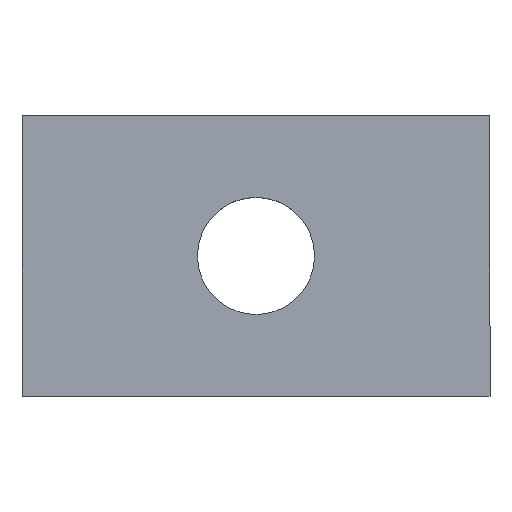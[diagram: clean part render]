
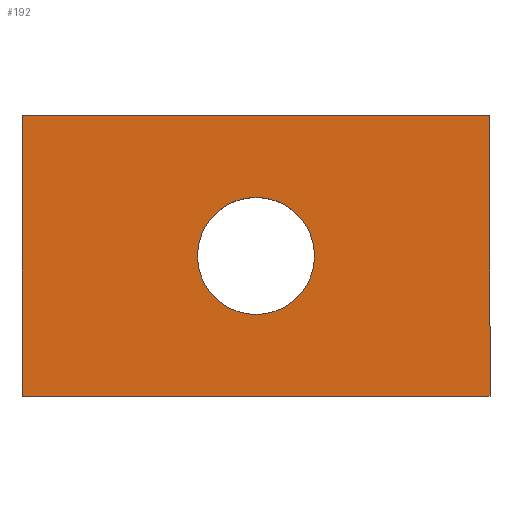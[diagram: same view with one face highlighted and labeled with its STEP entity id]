
A CAD part, top view. The second image highlights one B-rep face of the part: STEP entity #192.
In plain terms, the highlighted planar face has unit normal (0, 0, 1).
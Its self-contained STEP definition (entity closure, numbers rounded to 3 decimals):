
#1 = ORIENTED_EDGE ( 'NONE', *, *, #32, .T. ) ;
#3 = EDGE_LOOP ( 'NONE', ( #196, #147 ) ) ;
#22 = EDGE_LOOP ( 'NONE', ( #99, #44, #1, #174 ) ) ;
#23 = VECTOR ( 'NONE', #49, 1000. ) ;
#28 = DIRECTION ( 'NONE',  ( 0., 1., 0. ) ) ;
#31 = DIRECTION ( 'NONE',  ( 1., 0., 0. ) ) ;
#32 = EDGE_CURVE ( 'NONE', #238, #123, #223, .T. ) ;
#35 = AXIS2_PLACEMENT_3D ( 'NONE', #206, #183, #182 ) ;
#37 = CARTESIAN_POINT ( 'NONE',  ( -50., 30., 10. ) ) ;
#39 = CARTESIAN_POINT ( 'NONE',  ( -12.5, 0., 10. ) ) ;
#42 = EDGE_CURVE ( 'NONE', #216, #66, #146, .T. ) ;
#44 = ORIENTED_EDGE ( 'NONE', *, *, #254, .T. ) ;
#47 = CARTESIAN_POINT ( 'NONE',  ( 50., 30., 10. ) ) ;
#48 = CARTESIAN_POINT ( 'NONE',  ( 12.5, 0., 10. ) ) ;
#49 = DIRECTION ( 'NONE',  ( 0., -1., 0. ) ) ;
#52 = CARTESIAN_POINT ( 'NONE',  ( 0., 0., 10. ) ) ;
#64 = CARTESIAN_POINT ( 'NONE',  ( 50., 30., 10. ) ) ;
#65 = EDGE_CURVE ( 'NONE', #123, #259, #221, .T. ) ;
#66 = VERTEX_POINT ( 'NONE', #48 ) ;
#67 = CARTESIAN_POINT ( 'NONE',  ( -50., 30., 10. ) ) ;
#68 = FACE_OUTER_BOUND ( 'NONE', #22, .T. ) ;
#69 = PLANE ( 'NONE',  #71 ) ;
#70 = VECTOR ( 'NONE', #28, 1000. ) ;
#71 = AXIS2_PLACEMENT_3D ( 'NONE', #52, #128, #187 ) ;
#75 = CARTESIAN_POINT ( 'NONE',  ( 50., -30., 10. ) ) ;
#77 = AXIS2_PLACEMENT_3D ( 'NONE', #189, #91, #31 ) ;
#91 = DIRECTION ( 'NONE',  ( 0., 0., 1. ) ) ;
#99 = ORIENTED_EDGE ( 'NONE', *, *, #106, .T. ) ;
#106 = EDGE_CURVE ( 'NONE', #259, #156, #249, .T. ) ;
#112 = CARTESIAN_POINT ( 'NONE',  ( -50., -30., 10. ) ) ;
#116 = LINE ( 'NONE', #233, #125 ) ;
#123 = VERTEX_POINT ( 'NONE', #226 ) ;
#125 = VECTOR ( 'NONE', #194, 1000. ) ;
#128 = DIRECTION ( 'NONE',  ( 0., 0., -1. ) ) ;
#146 = CIRCLE ( 'NONE', #35, 12.5 ) ;
#147 = ORIENTED_EDGE ( 'NONE', *, *, #172, .F. ) ;
#156 = VERTEX_POINT ( 'NONE', #112 ) ;
#172 = EDGE_CURVE ( 'NONE', #66, #216, #252, .T. ) ;
#174 = ORIENTED_EDGE ( 'NONE', *, *, #65, .T. ) ;
#179 = DIRECTION ( 'NONE',  ( -1., 0., 0. ) ) ;
#182 = DIRECTION ( 'NONE',  ( 1., 0., 0. ) ) ;
#183 = DIRECTION ( 'NONE',  ( 0., 0., 1. ) ) ;
#187 = DIRECTION ( 'NONE',  ( -1., 0., 0. ) ) ;
#189 = CARTESIAN_POINT ( 'NONE',  ( 0., 0., 10. ) ) ;
#192 = ADVANCED_FACE ( 'NONE', ( #68, #253 ), #69, .F. ) ;
#194 = DIRECTION ( 'NONE',  ( 1., 0., 0. ) ) ;
#196 = ORIENTED_EDGE ( 'NONE', *, *, #42, .F. ) ;
#206 = CARTESIAN_POINT ( 'NONE',  ( 0., 0., 10. ) ) ;
#216 = VERTEX_POINT ( 'NONE', #39 ) ;
#221 = LINE ( 'NONE', #47, #243 ) ;
#223 = LINE ( 'NONE', #64, #70 ) ;
#226 = CARTESIAN_POINT ( 'NONE',  ( 50., 30., 10. ) ) ;
#233 = CARTESIAN_POINT ( 'NONE',  ( 50., -30., 10. ) ) ;
#238 = VERTEX_POINT ( 'NONE', #75 ) ;
#243 = VECTOR ( 'NONE', #179, 1000. ) ;
#249 = LINE ( 'NONE', #67, #23 ) ;
#252 = CIRCLE ( 'NONE', #77, 12.5 ) ;
#253 = FACE_BOUND ( 'NONE', #3, .T. ) ;
#254 = EDGE_CURVE ( 'NONE', #156, #238, #116, .T. ) ;
#259 = VERTEX_POINT ( 'NONE', #37 ) ;
